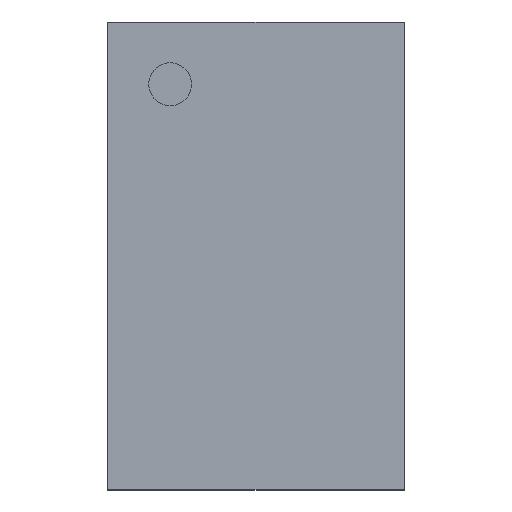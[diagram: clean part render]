
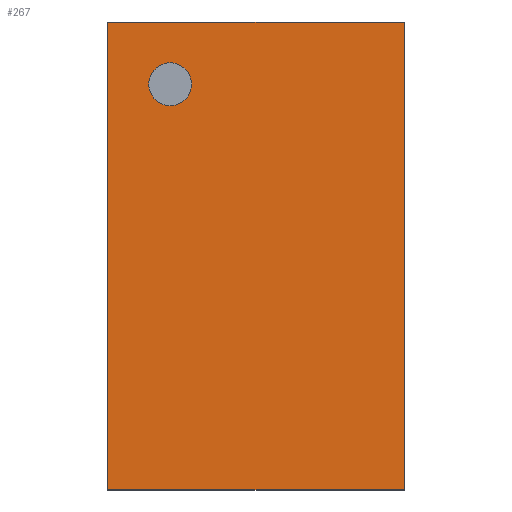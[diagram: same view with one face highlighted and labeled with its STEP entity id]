
A CAD part, top view. The second image highlights one B-rep face of the part: STEP entity #267.
In plain terms, the highlighted planar face has unit normal (0, 0, 1).
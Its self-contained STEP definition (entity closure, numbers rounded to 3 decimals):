
#27=LINE($,#449,#39);
#30=LINE($,#455,#42);
#33=LINE($,#461,#45);
#36=LINE($,#465,#48);
#39=VECTOR($,#366,0.69);
#42=VECTOR($,#371,1.09);
#45=VECTOR($,#376,0.69);
#48=VECTOR($,#381,1.09);
#65=PLANE($,#313);
#70=FACE_BOUND($,#112,.T.);
#88=FACE_OUTER_BOUND($,#111,.T.);
#111=EDGE_LOOP($,(#224,#225,#226,#227));
#112=EDGE_LOOP($,(#228));
#130=CIRCLE($,#297,0.05);
#145=VERTEX_POINT($,#424);
#153=VERTEX_POINT($,#446);
#154=VERTEX_POINT($,#448);
#156=VERTEX_POINT($,#454);
#158=VERTEX_POINT($,#460);
#174=EDGE_CURVE($,#145,#145,#130,.T.);
#182=EDGE_CURVE($,#154,#153,#27,.T.);
#185=EDGE_CURVE($,#156,#154,#30,.T.);
#188=EDGE_CURVE($,#158,#156,#33,.T.);
#191=EDGE_CURVE($,#153,#158,#36,.T.);
#224=ORIENTED_EDGE($,*,*,#191,.T.);
#225=ORIENTED_EDGE($,*,*,#188,.T.);
#226=ORIENTED_EDGE($,*,*,#185,.T.);
#227=ORIENTED_EDGE($,*,*,#182,.T.);
#228=ORIENTED_EDGE($,*,*,#174,.T.);
#267=ADVANCED_FACE($,(#88,#70),#65,.T.);
#297=AXIS2_PLACEMENT_3D($,#425,#338,#339);
#313=AXIS2_PLACEMENT_3D($,#466,#382,#383);
#338=DIRECTION('center_axis',(0.,0.,-1.));
#339=DIRECTION('ref_axis',(-1.,0.,0.));
#366=DIRECTION($,(-1.,0.,0.));
#371=DIRECTION($,(0.,1.,0.));
#376=DIRECTION($,(1.,0.,0.));
#381=DIRECTION($,(0.,-1.,0.));
#382=DIRECTION('center_axis',(0.,0.,1.));
#383=DIRECTION('ref_axis',(1.,0.,0.));
#424=CARTESIAN_POINT('',(-0.15,0.4,0.41));
#425=CARTESIAN_POINT('Origin',(-0.2,0.4,0.41));
#446=CARTESIAN_POINT('',(-0.345,0.545,0.41));
#448=CARTESIAN_POINT('',(0.345,0.545,0.41));
#449=CARTESIAN_POINT($,(0.345,0.545,0.41));
#454=CARTESIAN_POINT('',(0.345,-0.545,0.41));
#455=CARTESIAN_POINT($,(0.345,-0.545,0.41));
#460=CARTESIAN_POINT('',(-0.345,-0.545,0.41));
#461=CARTESIAN_POINT($,(-0.345,-0.545,0.41));
#465=CARTESIAN_POINT($,(-0.345,0.545,0.41));
#466=CARTESIAN_POINT('Origin',(0.,0.,0.41));
